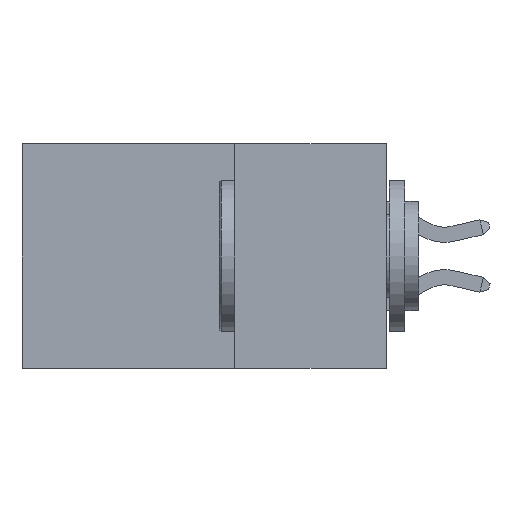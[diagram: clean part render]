
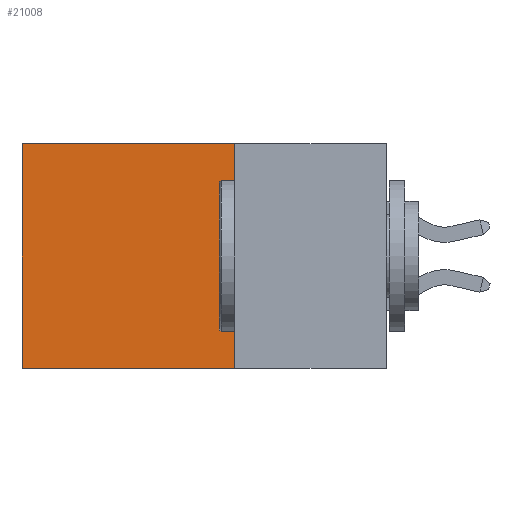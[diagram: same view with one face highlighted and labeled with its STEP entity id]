
A CAD part, left-side view. The second image highlights one B-rep face of the part: STEP entity #21008.
In plain terms, the highlighted planar face has unit normal (-1, 0, 0).
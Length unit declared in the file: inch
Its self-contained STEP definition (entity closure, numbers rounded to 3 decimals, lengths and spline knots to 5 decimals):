
#2014 = VERTEX_POINT ( 'NONE', #16451 ) ;
#2849 = VECTOR ( 'NONE', #3673, 39.37008 ) ;
#3592 = CARTESIAN_POINT ( 'NONE',  ( 0.2615, 0.25, 0. ) ) ;
#3673 = DIRECTION ( 'NONE',  ( 0., 1., 0. ) ) ;
#5895 = DIRECTION ( 'NONE',  ( 0., 0., -1. ) ) ;
#6239 = LINE ( 'NONE', #10369, #11731 ) ;
#7043 = LINE ( 'NONE', #21588, #16278 ) ;
#9571 = ORIENTED_EDGE ( 'NONE', *, *, #12827, .F. ) ;
#10369 = CARTESIAN_POINT ( 'NONE',  ( 0.2615, 0.6, -0.37 ) ) ;
#10371 = CARTESIAN_POINT ( 'NONE',  ( 0.2615, 0.25, -0.37 ) ) ;
#10678 = VERTEX_POINT ( 'NONE', #19829 ) ;
#10869 = ORIENTED_EDGE ( 'NONE', *, *, #21879, .T. ) ;
#10880 = AXIS2_PLACEMENT_3D ( 'NONE', #15090, #16938, #5895 ) ;
#11397 = CARTESIAN_POINT ( 'NONE',  ( 0.2615, 0.25, -0.37 ) ) ;
#11731 = VECTOR ( 'NONE', #17700, 39.37008 ) ;
#11898 = EDGE_LOOP ( 'NONE', ( #10869, #22963, #9571, #17549 ) ) ;
#12190 = EDGE_CURVE ( 'NONE', #2014, #13566, #12656, .T. ) ;
#12330 = VECTOR ( 'NONE', #16950, 39.37008 ) ;
#12656 = LINE ( 'NONE', #3592, #2849 ) ;
#12827 = EDGE_CURVE ( 'NONE', #2014, #13832, #17223, .T. ) ;
#12901 = FACE_OUTER_BOUND ( 'NONE', #11898, .T. ) ;
#13566 = VERTEX_POINT ( 'NONE', #15230 ) ;
#13832 = VERTEX_POINT ( 'NONE', #10371 ) ;
#15090 = CARTESIAN_POINT ( 'NONE',  ( 0.2615, 0.25, -0.37 ) ) ;
#15230 = CARTESIAN_POINT ( 'NONE',  ( 0.2615, 0.6, 0. ) ) ;
#16278 = VECTOR ( 'NONE', #17923, 39.37008 ) ;
#16451 = CARTESIAN_POINT ( 'NONE',  ( 0.2615, 0.25, 0. ) ) ;
#16938 = DIRECTION ( 'NONE',  ( 1., 0., 0. ) ) ;
#16950 = DIRECTION ( 'NONE',  ( 0., 0., -1. ) ) ;
#17031 = EDGE_CURVE ( 'NONE', #13832, #10678, #7043, .T. ) ;
#17223 = LINE ( 'NONE', #11397, #12330 ) ;
#17549 = ORIENTED_EDGE ( 'NONE', *, *, #12190, .T. ) ;
#17700 = DIRECTION ( 'NONE',  ( 0., 0., -1. ) ) ;
#17923 = DIRECTION ( 'NONE',  ( 0., 1., 0. ) ) ;
#18694 = PLANE ( 'NONE',  #10880 ) ;
#19829 = CARTESIAN_POINT ( 'NONE',  ( 0.2615, 0.6, -0.37 ) ) ;
#21008 = ADVANCED_FACE ( 'NONE', ( #12901 ), #18694, .F. ) ;
#21588 = CARTESIAN_POINT ( 'NONE',  ( 0.2615, 0.25, -0.37 ) ) ;
#21879 = EDGE_CURVE ( 'NONE', #13566, #10678, #6239, .T. ) ;
#22963 = ORIENTED_EDGE ( 'NONE', *, *, #17031, .F. ) ;
